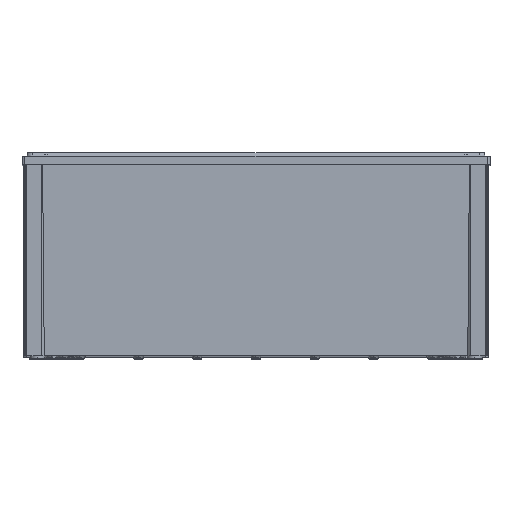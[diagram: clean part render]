
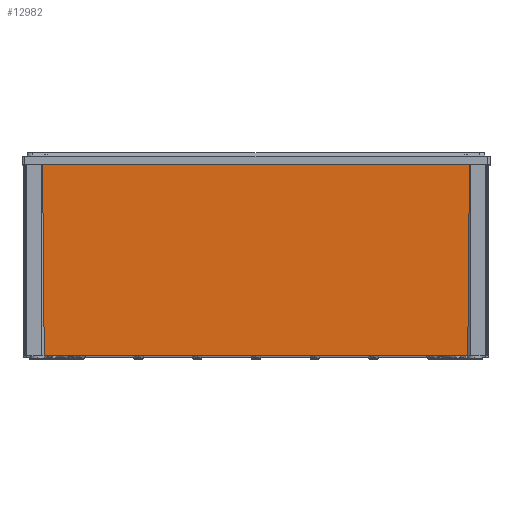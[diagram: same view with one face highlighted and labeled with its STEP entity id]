
A CAD part, top view. The second image highlights one B-rep face of the part: STEP entity #12982.
In plain terms, the highlighted planar face has unit normal (0, -0.009, 1).
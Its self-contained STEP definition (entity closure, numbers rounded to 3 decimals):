
#172 = DIRECTION ( 'NONE',  ( 1., 0., 0. ) ) ;
#432 = CARTESIAN_POINT ( 'NONE',  ( 181.5, -7.2, 296.5 ) ) ;
#1232 = EDGE_CURVE ( 'NONE', #33792, #34133, #46389, .T. ) ;
#3680 = EDGE_CURVE ( 'NONE', #22821, #33655, #35773, .T. ) ;
#5828 = PLANE ( 'NONE',  #27361 ) ;
#8664 = EDGE_CURVE ( 'NONE', #33655, #33792, #23839, .T. ) ;
#9236 = CARTESIAN_POINT ( 'NONE',  ( 191.5, -7.2, 296.5 ) ) ;
#9733 = DIRECTION ( 'NONE',  ( 0., -1., -0.009 ) ) ;
#12300 = EDGE_CURVE ( 'NONE', #34133, #22821, #20459, .T. ) ;
#12982 = ADVANCED_FACE ( 'NONE', ( #46429 ), #5828, .T. ) ;
#17927 = VECTOR ( 'NONE', #36433, 1000. ) ;
#20459 = LINE ( 'NONE', #48206, #42259 ) ;
#20780 = CARTESIAN_POINT ( 'NONE',  ( -180.079, -170., 295.079 ) ) ;
#21593 = CARTESIAN_POINT ( 'NONE',  ( 180.079, -170., 295.079 ) ) ;
#22821 = VERTEX_POINT ( 'NONE', #43371 ) ;
#23839 = LINE ( 'NONE', #38745, #46843 ) ;
#24019 = ORIENTED_EDGE ( 'NONE', *, *, #3680, .T. ) ;
#27361 = AXIS2_PLACEMENT_3D ( 'NONE', #9236, #32925, #9733 ) ;
#32925 = DIRECTION ( 'NONE',  ( 0., -0.009, 1. ) ) ;
#33069 = ORIENTED_EDGE ( 'NONE', *, *, #1232, .T. ) ;
#33655 = VERTEX_POINT ( 'NONE', #20780 ) ;
#33792 = VERTEX_POINT ( 'NONE', #21593 ) ;
#34133 = VERTEX_POINT ( 'NONE', #432 ) ;
#35773 = LINE ( 'NONE', #44557, #38831 ) ;
#36433 = DIRECTION ( 'NONE',  ( 0.009, 1., 0.009 ) ) ;
#37442 = ORIENTED_EDGE ( 'NONE', *, *, #12300, .T. ) ;
#38745 = CARTESIAN_POINT ( 'NONE',  ( 191.5, -170., 295.079 ) ) ;
#38831 = VECTOR ( 'NONE', #44059, 1000. ) ;
#39666 = CARTESIAN_POINT ( 'NONE',  ( 178.301, -373.794, 293.301 ) ) ;
#42005 = EDGE_LOOP ( 'NONE', ( #48638, #33069, #37442, #24019 ) ) ;
#42259 = VECTOR ( 'NONE', #43798, 1000. ) ;
#43371 = CARTESIAN_POINT ( 'NONE',  ( -181.5, -7.2, 296.5 ) ) ;
#43798 = DIRECTION ( 'NONE',  ( -1., 0., 0. ) ) ;
#44059 = DIRECTION ( 'NONE',  ( 0.009, -1., -0.009 ) ) ;
#44557 = CARTESIAN_POINT ( 'NONE',  ( -178.301, -373.794, 293.301 ) ) ;
#46389 = LINE ( 'NONE', #39666, #17927 ) ;
#46429 = FACE_OUTER_BOUND ( 'NONE', #42005, .T. ) ;
#46843 = VECTOR ( 'NONE', #172, 1000. ) ;
#48206 = CARTESIAN_POINT ( 'NONE',  ( 191.5, -7.2, 296.5 ) ) ;
#48638 = ORIENTED_EDGE ( 'NONE', *, *, #8664, .T. ) ;
